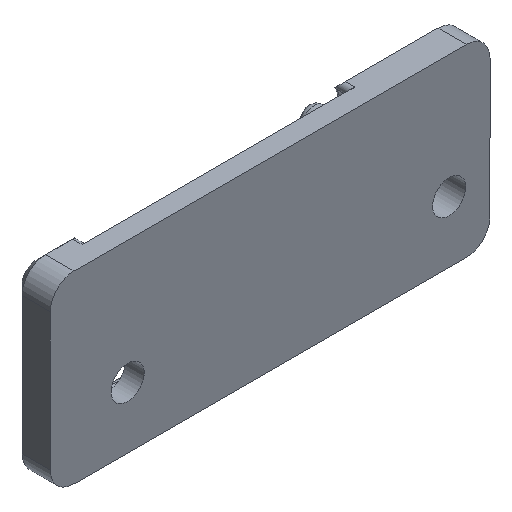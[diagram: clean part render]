
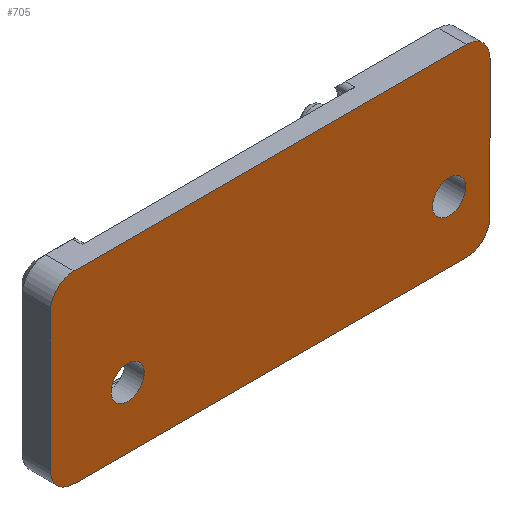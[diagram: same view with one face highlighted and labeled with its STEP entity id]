
A CAD part, isometric view. The second image highlights one B-rep face of the part: STEP entity #705.
In plain terms, the highlighted planar face has unit normal (0, -1, 0).
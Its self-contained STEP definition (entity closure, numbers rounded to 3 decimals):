
#16=FACE_BOUND('',#129,.T.);
#17=FACE_BOUND('',#130,.T.);
#58=PLANE('',#780);
#85=FACE_OUTER_BOUND('',#128,.T.);
#128=EDGE_LOOP('',(#560,#561,#562,#563,#564,#565,#566,#567));
#129=EDGE_LOOP('',(#568));
#130=EDGE_LOOP('',(#569));
#166=CIRCLE('',#763,2.5);
#167=CIRCLE('',#766,2.5);
#168=CIRCLE('',#769,2.5);
#169=CIRCLE('',#772,2.5);
#174=CIRCLE('',#781,1.75);
#175=CIRCLE('',#782,1.75);
#222=LINE('',#1145,#276);
#225=LINE('',#1153,#279);
#228=LINE('',#1161,#282);
#230=LINE('',#1167,#284);
#276=VECTOR('',#897,10.);
#279=VECTOR('',#906,10.);
#282=VECTOR('',#915,10.);
#284=VECTOR('',#923,10.);
#331=VERTEX_POINT('',#1137);
#332=VERTEX_POINT('',#1139);
#333=VERTEX_POINT('',#1143);
#334=VERTEX_POINT('',#1147);
#335=VERTEX_POINT('',#1151);
#336=VERTEX_POINT('',#1155);
#337=VERTEX_POINT('',#1159);
#338=VERTEX_POINT('',#1163);
#345=VERTEX_POINT('',#1191);
#346=VERTEX_POINT('',#1193);
#404=EDGE_CURVE('',#331,#332,#166,.T.);
#407=EDGE_CURVE('',#331,#333,#222,.F.);
#409=EDGE_CURVE('',#334,#333,#167,.T.);
#411=EDGE_CURVE('',#334,#335,#225,.T.);
#413=EDGE_CURVE('',#336,#335,#168,.T.);
#415=EDGE_CURVE('',#336,#337,#228,.F.);
#417=EDGE_CURVE('',#338,#337,#169,.T.);
#418=EDGE_CURVE('',#338,#332,#230,.T.);
#428=EDGE_CURVE('',#345,#345,#174,.T.);
#429=EDGE_CURVE('',#346,#346,#175,.T.);
#560=ORIENTED_EDGE('',*,*,#413,.F.);
#561=ORIENTED_EDGE('',*,*,#415,.T.);
#562=ORIENTED_EDGE('',*,*,#417,.F.);
#563=ORIENTED_EDGE('',*,*,#418,.T.);
#564=ORIENTED_EDGE('',*,*,#404,.F.);
#565=ORIENTED_EDGE('',*,*,#407,.T.);
#566=ORIENTED_EDGE('',*,*,#409,.F.);
#567=ORIENTED_EDGE('',*,*,#411,.T.);
#568=ORIENTED_EDGE('',*,*,#428,.T.);
#569=ORIENTED_EDGE('',*,*,#429,.T.);
#705=ADVANCED_FACE('',(#85,#16,#17),#58,.T.);
#763=AXIS2_PLACEMENT_3D('',#1140,#891,#892);
#766=AXIS2_PLACEMENT_3D('',#1149,#901,#902);
#769=AXIS2_PLACEMENT_3D('',#1157,#910,#911);
#772=AXIS2_PLACEMENT_3D('',#1165,#919,#920);
#780=AXIS2_PLACEMENT_3D('',#1190,#940,#941);
#781=AXIS2_PLACEMENT_3D('',#1192,#942,#943);
#782=AXIS2_PLACEMENT_3D('',#1194,#944,#945);
#891=DIRECTION('center_axis',(0.,1.,0.));
#892=DIRECTION('ref_axis',(-0.707,0.,0.707));
#897=DIRECTION('',(0.,0.,1.));
#901=DIRECTION('center_axis',(0.,1.,0.));
#902=DIRECTION('ref_axis',(-0.707,0.,-0.707));
#906=DIRECTION('',(1.,0.,0.));
#910=DIRECTION('center_axis',(0.,1.,0.));
#911=DIRECTION('ref_axis',(0.707,0.,-0.707));
#915=DIRECTION('',(0.,0.,-1.));
#919=DIRECTION('center_axis',(0.,1.,0.));
#920=DIRECTION('ref_axis',(0.707,0.,0.707));
#923=DIRECTION('',(-1.,0.,0.));
#940=DIRECTION('center_axis',(0.,-1.,0.));
#941=DIRECTION('ref_axis',(1.,0.,0.));
#942=DIRECTION('center_axis',(0.,1.,0.));
#943=DIRECTION('ref_axis',(1.,0.,0.));
#944=DIRECTION('center_axis',(0.,1.,0.));
#945=DIRECTION('ref_axis',(1.,0.,-0.001));
#1137=CARTESIAN_POINT('',(-8.17,0.,10.526));
#1139=CARTESIAN_POINT('',(-5.67,0.,13.026));
#1140=CARTESIAN_POINT('Origin',(-5.67,0.,
10.526));
#1143=CARTESIAN_POINT('',(-8.17,0.,-3.97));
#1145=CARTESIAN_POINT('',(-8.17,0.,-1.596));
#1147=CARTESIAN_POINT('',(-5.67,0.,-6.47));
#1149=CARTESIAN_POINT('Origin',(-5.67,0.,
-3.97));
#1151=CARTESIAN_POINT('',(35.816,0.,-6.47));
#1153=CARTESIAN_POINT('',(-4.17,0.,-6.47));
#1155=CARTESIAN_POINT('',(38.316,0.,-3.97));
#1157=CARTESIAN_POINT('Origin',(35.816,0.,-3.97));
#1159=CARTESIAN_POINT('',(38.316,0.,10.526));
#1161=CARTESIAN_POINT('',(38.316,0.,8.152));
#1163=CARTESIAN_POINT('',(35.816,0.,13.026));
#1165=CARTESIAN_POINT('Origin',(35.816,0.,10.526));
#1167=CARTESIAN_POINT('',(37.316,0.,13.026));
#1190=CARTESIAN_POINT('Origin',(16.573,0.,3.278));
#1191=CARTESIAN_POINT('',(32.25,0.,0.));
#1192=CARTESIAN_POINT('Origin',(34.,0.,0.));
#1193=CARTESIAN_POINT('',(-1.749,0.,-0.006));
#1194=CARTESIAN_POINT('Origin',(0.001,0.,
-0.007));
